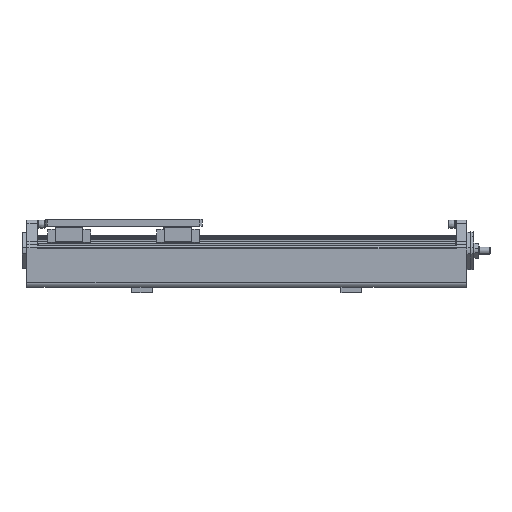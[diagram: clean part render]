
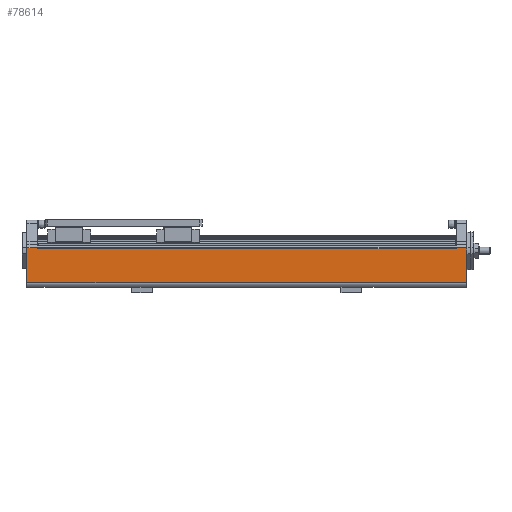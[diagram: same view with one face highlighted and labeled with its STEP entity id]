
A CAD part, left-side view. The second image highlights one B-rep face of the part: STEP entity #78614.
In plain terms, the highlighted planar face has unit normal (-1, 0, 0).
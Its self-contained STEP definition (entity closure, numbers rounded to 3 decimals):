
#4007=CARTESIAN_POINT('',(31.994,385.,90.532));
#4008=VERTEX_POINT('',#4007);
#4015=CARTESIAN_POINT('',(31.994,385.,40.532));
#4016=VERTEX_POINT('',#4015);
#4017=CARTESIAN_POINT('',(31.994,385.,40.532));
#4018=DIRECTION('',(0.0,0.0,1.0));
#4019=VECTOR('',#4018,50.);
#4020=LINE('',#4017,#4019);
#4021=EDGE_CURVE('',#4016,#4008,#4020,.T.);
#5663=CARTESIAN_POINT('',(31.994,1015.,90.532));
#5664=VERTEX_POINT('',#5663);
#5780=CARTESIAN_POINT('',(31.994,1015.,40.532));
#5781=VERTEX_POINT('',#5780);
#5789=CARTESIAN_POINT('',(31.994,1015.,90.532));
#5790=DIRECTION('',(0.0,0.0,-1.0));
#5791=VECTOR('',#5790,50.);
#5792=LINE('',#5789,#5791);
#5793=EDGE_CURVE('',#5664,#5781,#5792,.T.);
#6358=CARTESIAN_POINT('',(31.994,400.,89.732));
#6359=VERTEX_POINT('',#6358);
#6369=CARTESIAN_POINT('',(31.994,400.,90.532));
#6370=VERTEX_POINT('',#6369);
#6371=CARTESIAN_POINT('',(31.994,400.,90.532));
#6372=DIRECTION('',(0.,0.,-1.0));
#6373=VECTOR('',#6372,0.8);
#6374=LINE('',#6371,#6373);
#6375=EDGE_CURVE('',#6370,#6359,#6374,.T.);
#73147=CARTESIAN_POINT('',(31.994,1000.,89.732));
#73148=VERTEX_POINT('',#73147);
#73156=CARTESIAN_POINT('',(31.994,1000.,90.532));
#73157=VERTEX_POINT('',#73156);
#73164=CARTESIAN_POINT('',(31.994,1000.,89.732));
#73165=DIRECTION('',(0.,0.0,1.0));
#73166=VECTOR('',#73165,0.8);
#73167=LINE('',#73164,#73166);
#73168=EDGE_CURVE('',#73148,#73157,#73167,.T.);
#77515=CARTESIAN_POINT('',(31.994,400.,90.532));
#77516=DIRECTION('',(0.0,-1.0,0.0));
#77517=VECTOR('',#77516,15.0);
#77518=LINE('',#77515,#77517);
#77519=EDGE_CURVE('',#6370,#4008,#77518,.T.);
#77540=CARTESIAN_POINT('',(31.994,1015.,90.532));
#77541=DIRECTION('',(0.0,-1.0,0.0));
#77542=VECTOR('',#77541,15.0);
#77543=LINE('',#77540,#77542);
#77544=EDGE_CURVE('',#5664,#73157,#77543,.T.);
#77574=CARTESIAN_POINT('',(31.994,1000.,89.732));
#77575=DIRECTION('',(0.0,-1.0,0.0));
#77576=VECTOR('',#77575,600.0);
#77577=LINE('',#77574,#77576);
#77578=EDGE_CURVE('',#73148,#6359,#77577,.T.);
#78594=CARTESIAN_POINT('',(31.994,1002.5,34.532));
#78595=DIRECTION('',(-1.0,0.0,0.0));
#78596=DIRECTION('',(0.0,-1.0,0.0));
#78597=AXIS2_PLACEMENT_3D('',#78594,#78595,#78596);
#78598=PLANE('',#78597);
#78599=CARTESIAN_POINT('',(31.994,385.,40.532));
#78600=DIRECTION('',(0.0,1.0,0.0));
#78601=VECTOR('',#78600,630.);
#78602=LINE('',#78599,#78601);
#78603=EDGE_CURVE('',#4016,#5781,#78602,.T.);
#78604=ORIENTED_EDGE('',*,*,#78603,.F.);
#78605=ORIENTED_EDGE('',*,*,#4021,.T.);
#78606=ORIENTED_EDGE('',*,*,#77519,.F.);
#78607=ORIENTED_EDGE('',*,*,#6375,.T.);
#78608=ORIENTED_EDGE('',*,*,#77578,.F.);
#78609=ORIENTED_EDGE('',*,*,#73168,.T.);
#78610=ORIENTED_EDGE('',*,*,#77544,.F.);
#78611=ORIENTED_EDGE('',*,*,#5793,.T.);
#78612=EDGE_LOOP('',(#78604,#78605,#78606,#78607,#78608,#78609,#78610,#78611));
#78613=FACE_OUTER_BOUND('',#78612,.T.);
#78614=ADVANCED_FACE('',(#78613),#78598,.T.);
